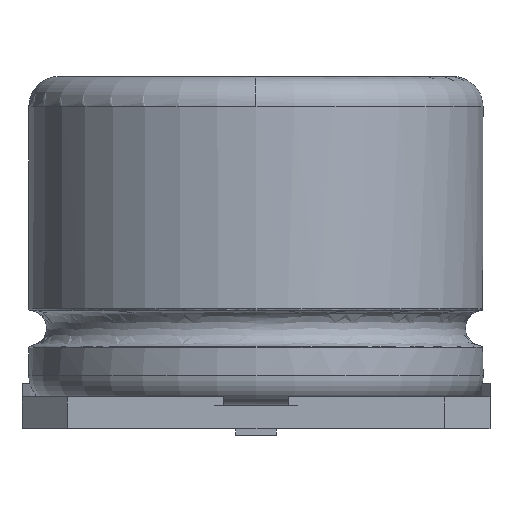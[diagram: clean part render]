
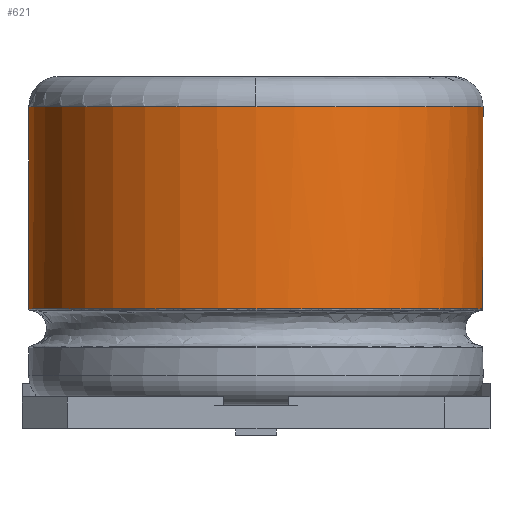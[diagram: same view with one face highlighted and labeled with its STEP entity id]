
A CAD part, left-side view. The second image highlights one B-rep face of the part: STEP entity #621.
In plain terms, the highlighted cylindrical face has radius 5 mm (diameter 10 mm), a full revolution.
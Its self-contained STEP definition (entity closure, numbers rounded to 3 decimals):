
#13=DIRECTION('',(0.,0.,1.));
#28=VECTOR('',#13,1.);
#34=DIRECTION('',(0.,0.,-1.));
#35=DIRECTION('',(-1.,0.,0.));
#411=VERTEX_POINT('',#412);
#412=CARTESIAN_POINT('',(-5.,0.,2.794));
#415=ORIENTED_EDGE('',*,*,#416,.T.);
#416=EDGE_CURVE('',#411,#411,#417,.T.);
#417=( BOUNDED_CURVE() B_SPLINE_CURVE(13,(#412,#418,#419,#420,#421,#422,#423,#424,#425,#426,#427,#428,#429,#430),.UNSPECIFIED.,.T.,.F.) B_SPLINE_CURVE_WITH_KNOTS((14,14),(0.,31.416),.PIECEWISE_BEZIER_KNOTS.) CURVE() GEOMETRIC_REPRESENTATION_ITEM() RATIONAL_B_SPLINE_CURVE((1.,1.,1.,1.,1.,1.,1.,1.,1.,1.,1.,1.,1.,1.)) REPRESENTATION_ITEM('') );
#418=CARTESIAN_POINT('',(-5.,2.382,2.794));
#419=CARTESIAN_POINT('',(-3.769,4.818,2.794));
#420=CARTESIAN_POINT('',(-1.236,6.56,2.794));
#421=CARTESIAN_POINT('',(2.25,6.828,2.794));
#422=CARTESIAN_POINT('',(5.261,4.971,2.794));
#423=CARTESIAN_POINT('',(7.47,2.26,2.794));
#424=CARTESIAN_POINT('',(7.47,-2.26,2.794));
#425=CARTESIAN_POINT('',(5.261,-4.971,2.794));
#426=CARTESIAN_POINT('',(2.25,-6.828,2.794));
#427=CARTESIAN_POINT('',(-1.236,-6.56,2.794));
#428=CARTESIAN_POINT('',(-3.769,-4.818,2.794));
#429=CARTESIAN_POINT('',(-5.,-2.382,2.794));
#430=CARTESIAN_POINT('',(-5.,0.,2.794));
#621=ADVANCED_FACE('',(#622),#648,.T.);
#622=FACE_BOUND('',#623,.F.);
#623=EDGE_LOOP('',(#624,#630,#637,#641,#645,#647,#415));
#624=ORIENTED_EDGE('',*,*,#625,.T.);
#625=EDGE_CURVE('',#411,#626,#628,.T.);
#626=VERTEX_POINT('',#627);
#627=CARTESIAN_POINT('',(-5.,0.,7.233));
#628=LINE('',#629,#28);
#629=CARTESIAN_POINT('',(-5.,0.,2.757));
#630=ORIENTED_EDGE('',*,*,#631,.F.);
#631=EDGE_CURVE('',#632,#626,#634,.T.);
#632=VERTEX_POINT('',#633);
#633=CARTESIAN_POINT('',(1.5,-4.77,7.233));
#634=CIRCLE('',#635,5.);
#635=AXIS2_PLACEMENT_3D('',#636,#34,#35);
#636=CARTESIAN_POINT('',(0.,0.,7.233));
#637=ORIENTED_EDGE('',*,*,#638,.F.);
#638=EDGE_CURVE('',#639,#632,#634,.T.);
#639=VERTEX_POINT('',#640);
#640=CARTESIAN_POINT('',(5.,0.,7.233));
#641=ORIENTED_EDGE('',*,*,#642,.F.);
#642=EDGE_CURVE('',#643,#639,#634,.T.);
#643=VERTEX_POINT('',#644);
#644=CARTESIAN_POINT('',(1.5,4.77,7.233));
#645=ORIENTED_EDGE('',*,*,#646,.F.);
#646=EDGE_CURVE('',#626,#643,#634,.T.);
#647=ORIENTED_EDGE('',*,*,#625,.F.);
#648=CYLINDRICAL_SURFACE('',#649,5.);
#649=AXIS2_PLACEMENT_3D('',#650,#13,#35);
#650=CARTESIAN_POINT('',(0.,0.,2.757));
